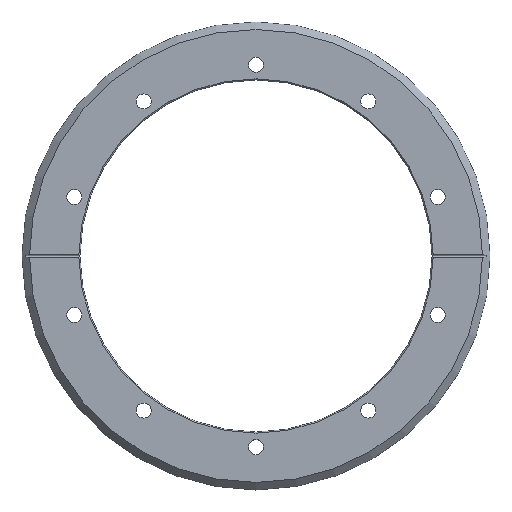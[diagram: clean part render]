
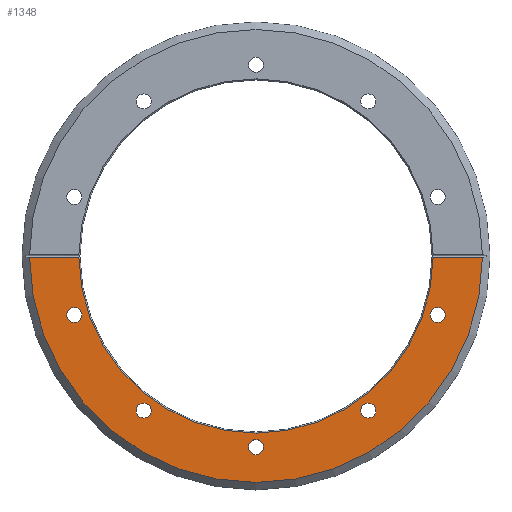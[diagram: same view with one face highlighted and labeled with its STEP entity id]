
A CAD part, top view. The second image highlights one B-rep face of the part: STEP entity #1348.
In plain terms, the highlighted planar face has unit normal (0, 0, 1).
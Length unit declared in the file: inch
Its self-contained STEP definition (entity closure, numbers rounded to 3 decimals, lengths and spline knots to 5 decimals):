
#1 = EDGE_CURVE ( 'NONE', #636, #1097, #756, .T. ) ;
#2 = CARTESIAN_POINT ( 'NONE',  ( -3.05081, -4.50016, 0. ) ) ;
#5 = CIRCLE ( 'NONE', #1131, 0.21875 ) ;
#8 = CARTESIAN_POINT ( 'NONE',  ( 5.29025, -1.71891, 0. ) ) ;
#26 = DIRECTION ( 'NONE',  ( 1., 0., 0. ) ) ;
#48 = DIRECTION ( 'NONE',  ( 1., 0., 0. ) ) ;
#60 = ORIENTED_EDGE ( 'NONE', *, *, #173, .T. ) ;
#65 = CARTESIAN_POINT ( 'NONE',  ( 5.15616, -0.03125, 0. ) ) ;
#95 = VERTEX_POINT ( 'NONE', #404 ) ;
#134 = FACE_BOUND ( 'NONE', #580, .T. ) ;
#150 = AXIS2_PLACEMENT_3D ( 'NONE', #1021, #806, #1548 ) ;
#173 = EDGE_CURVE ( 'NONE', #1410, #946, #5, .T. ) ;
#195 = EDGE_LOOP ( 'NONE', ( #743, #1445 ) ) ;
#197 = CIRCLE ( 'NONE', #1156, 5.15625 ) ;
#201 = VECTOR ( 'NONE', #1532, 39.37008 ) ;
#205 = DIRECTION ( 'NONE',  ( 0., 0., -1. ) ) ;
#211 = CARTESIAN_POINT ( 'NONE',  ( -5.0715, -1.71891, 0. ) ) ;
#215 = DIRECTION ( 'NONE',  ( 1., 0., 0. ) ) ;
#220 = AXIS2_PLACEMENT_3D ( 'NONE', #386, #920, #336 ) ;
#228 = VERTEX_POINT ( 'NONE', #626 ) ;
#230 = CARTESIAN_POINT ( 'NONE',  ( 0., 5.125, 0. ) ) ;
#233 = CIRCLE ( 'NONE', #1582, 0.21875 ) ;
#240 = VERTEX_POINT ( 'NONE', #986 ) ;
#265 = PLANE ( 'NONE',  #1029 ) ;
#272 = ORIENTED_EDGE ( 'NONE', *, *, #1146, .T. ) ;
#279 = AXIS2_PLACEMENT_3D ( 'NONE', #1370, #1009, #599 ) ;
#285 = DIRECTION ( 'NONE',  ( 1., 0., 0. ) ) ;
#290 = CARTESIAN_POINT ( 'NONE',  ( 5.509, -1.71891, 0. ) ) ;
#298 = EDGE_CURVE ( 'NONE', #676, #95, #1407, .T. ) ;
#302 = EDGE_CURVE ( 'NONE', #676, #959, #197, .T. ) ;
#303 = ORIENTED_EDGE ( 'NONE', *, *, #361, .T. ) ;
#304 = AXIS2_PLACEMENT_3D ( 'NONE', #788, #1033, #673 ) ;
#321 = CARTESIAN_POINT ( 'NONE',  ( 0., 0., 0. ) ) ;
#325 = DIRECTION ( 'NONE',  ( 0., 0., 1. ) ) ;
#336 = DIRECTION ( 'NONE',  ( 1., 0., 0. ) ) ;
#347 = ORIENTED_EDGE ( 'NONE', *, *, #298, .F. ) ;
#361 = EDGE_CURVE ( 'NONE', #663, #928, #1053, .T. ) ;
#386 = CARTESIAN_POINT ( 'NONE',  ( 0., -5.5625, 0. ) ) ;
#387 = DIRECTION ( 'NONE',  ( 0., 0., -1. ) ) ;
#401 = DIRECTION ( 'NONE',  ( 0., 0., -1. ) ) ;
#404 = CARTESIAN_POINT ( 'NONE',  ( 6.59243, -0.03125, 0. ) ) ;
#439 = CARTESIAN_POINT ( 'NONE',  ( -6.59243, -0.03125, 0. ) ) ;
#444 = CARTESIAN_POINT ( 'NONE',  ( -6.8125, -0.03125, 0. ) ) ;
#453 = ORIENTED_EDGE ( 'NONE', *, *, #996, .T. ) ;
#486 = EDGE_CURVE ( 'NONE', #228, #1479, #233, .T. ) ;
#504 = EDGE_LOOP ( 'NONE', ( #272, #347, #1513, #998 ) ) ;
#577 = CARTESIAN_POINT ( 'NONE',  ( 3.26956, -4.50016, 0. ) ) ;
#580 = EDGE_LOOP ( 'NONE', ( #60, #1190 ) ) ;
#588 = DIRECTION ( 'NONE',  ( 1., 0., 0. ) ) ;
#591 = CARTESIAN_POINT ( 'NONE',  ( -3.26956, -4.50016, 0. ) ) ;
#596 = CARTESIAN_POINT ( 'NONE',  ( -0.21875, -5.5625, 0. ) ) ;
#599 = DIRECTION ( 'NONE',  ( 1., 0., 0. ) ) ;
#626 = CARTESIAN_POINT ( 'NONE',  ( -5.509, -1.71891, 0. ) ) ;
#635 = EDGE_LOOP ( 'NONE', ( #779, #653 ) ) ;
#636 = VERTEX_POINT ( 'NONE', #753 ) ;
#653 = ORIENTED_EDGE ( 'NONE', *, *, #486, .T. ) ;
#657 = FACE_BOUND ( 'NONE', #800, .T. ) ;
#663 = VERTEX_POINT ( 'NONE', #1636 ) ;
#669 = EDGE_CURVE ( 'NONE', #928, #663, #1269, .T. ) ;
#673 = DIRECTION ( 'NONE',  ( 1., 0., 0. ) ) ;
#676 = VERTEX_POINT ( 'NONE', #65 ) ;
#730 = CIRCLE ( 'NONE', #1683, 0.21875 ) ;
#739 = CARTESIAN_POINT ( 'NONE',  ( -5.29025, -1.71891, 0. ) ) ;
#743 = ORIENTED_EDGE ( 'NONE', *, *, #1570, .T. ) ;
#753 = CARTESIAN_POINT ( 'NONE',  ( 0.21875, -5.5625, 0. ) ) ;
#756 = CIRCLE ( 'NONE', #220, 0.21875 ) ;
#779 = ORIENTED_EDGE ( 'NONE', *, *, #1223, .T. ) ;
#788 = CARTESIAN_POINT ( 'NONE',  ( -3.26956, -4.50016, 0. ) ) ;
#795 = EDGE_CURVE ( 'NONE', #946, #1410, #843, .T. ) ;
#800 = EDGE_LOOP ( 'NONE', ( #804, #303 ) ) ;
#804 = ORIENTED_EDGE ( 'NONE', *, *, #669, .T. ) ;
#806 = DIRECTION ( 'NONE',  ( 0., 0., -1. ) ) ;
#827 = CARTESIAN_POINT ( 'NONE',  ( 5.0715, -1.71891, 0. ) ) ;
#843 = CIRCLE ( 'NONE', #279, 0.21875 ) ;
#848 = CIRCLE ( 'NONE', #1467, 0.21875 ) ;
#849 = CARTESIAN_POINT ( 'NONE',  ( 3.05081, -4.50016, 0. ) ) ;
#874 = CARTESIAN_POINT ( 'NONE',  ( -6.8125, -0.03125, 0. ) ) ;
#898 = FACE_BOUND ( 'NONE', #967, .T. ) ;
#920 = DIRECTION ( 'NONE',  ( 0., 0., -1. ) ) ;
#928 = VERTEX_POINT ( 'NONE', #2 ) ;
#946 = VERTEX_POINT ( 'NONE', #827 ) ;
#948 = DIRECTION ( 'NONE',  ( 0., 0., -1. ) ) ;
#959 = VERTEX_POINT ( 'NONE', #1099 ) ;
#967 = EDGE_LOOP ( 'NONE', ( #1150, #453 ) ) ;
#983 = LINE ( 'NONE', #874, #201 ) ;
#986 = CARTESIAN_POINT ( 'NONE',  ( 3.48831, -4.50016, 0. ) ) ;
#996 = EDGE_CURVE ( 'NONE', #1097, #636, #730, .T. ) ;
#998 = ORIENTED_EDGE ( 'NONE', *, *, #1100, .F. ) ;
#1009 = DIRECTION ( 'NONE',  ( 0., 0., -1. ) ) ;
#1021 = CARTESIAN_POINT ( 'NONE',  ( 3.26956, -4.50016, 0. ) ) ;
#1029 = AXIS2_PLACEMENT_3D ( 'NONE', #230, #1195, #1325 ) ;
#1033 = DIRECTION ( 'NONE',  ( 0., 0., -1. ) ) ;
#1037 = DIRECTION ( 'NONE',  ( 1., 0., 0. ) ) ;
#1047 = FACE_BOUND ( 'NONE', #635, .T. ) ;
#1053 = CIRCLE ( 'NONE', #304, 0.21875 ) ;
#1066 = DIRECTION ( 'NONE',  ( 0., 0., -1. ) ) ;
#1081 = AXIS2_PLACEMENT_3D ( 'NONE', #591, #1277, #215 ) ;
#1084 = AXIS2_PLACEMENT_3D ( 'NONE', #1662, #325, #588 ) ;
#1096 = DIRECTION ( 'NONE',  ( 1., 0., 0. ) ) ;
#1097 = VERTEX_POINT ( 'NONE', #596 ) ;
#1099 = CARTESIAN_POINT ( 'NONE',  ( -5.15616, -0.03125, 0. ) ) ;
#1100 = EDGE_CURVE ( 'NONE', #1418, #959, #983, .T. ) ;
#1131 = AXIS2_PLACEMENT_3D ( 'NONE', #8, #1066, #26 ) ;
#1146 = EDGE_CURVE ( 'NONE', #1418, #95, #1437, .T. ) ;
#1150 = ORIENTED_EDGE ( 'NONE', *, *, #1, .T. ) ;
#1156 = AXIS2_PLACEMENT_3D ( 'NONE', #321, #1417, #1631 ) ;
#1190 = ORIENTED_EDGE ( 'NONE', *, *, #795, .T. ) ;
#1195 = DIRECTION ( 'NONE',  ( 0., 0., -1. ) ) ;
#1215 = CIRCLE ( 'NONE', #150, 0.21875 ) ;
#1223 = EDGE_CURVE ( 'NONE', #1479, #228, #1546, .T. ) ;
#1237 = EDGE_CURVE ( 'NONE', #1365, #240, #1215, .T. ) ;
#1259 = DIRECTION ( 'NONE',  ( 1., 0., 0. ) ) ;
#1269 = CIRCLE ( 'NONE', #1081, 0.21875 ) ;
#1277 = DIRECTION ( 'NONE',  ( 0., 0., -1. ) ) ;
#1283 = FACE_OUTER_BOUND ( 'NONE', #504, .T. ) ;
#1323 = VECTOR ( 'NONE', #1096, 39.37008 ) ;
#1325 = DIRECTION ( 'NONE',  ( -1., 0., 0. ) ) ;
#1348 = ADVANCED_FACE ( 'NONE', ( #1047, #1562, #898, #134, #657, #1283 ), #265, .F. ) ;
#1365 = VERTEX_POINT ( 'NONE', #849 ) ;
#1370 = CARTESIAN_POINT ( 'NONE',  ( 5.29025, -1.71891, 0. ) ) ;
#1407 = LINE ( 'NONE', #444, #1323 ) ;
#1410 = VERTEX_POINT ( 'NONE', #290 ) ;
#1417 = DIRECTION ( 'NONE',  ( 0., 0., -1. ) ) ;
#1418 = VERTEX_POINT ( 'NONE', #439 ) ;
#1437 = CIRCLE ( 'NONE', #1084, 6.5925 ) ;
#1445 = ORIENTED_EDGE ( 'NONE', *, *, #1237, .T. ) ;
#1467 = AXIS2_PLACEMENT_3D ( 'NONE', #577, #205, #1259 ) ;
#1479 = VERTEX_POINT ( 'NONE', #211 ) ;
#1513 = ORIENTED_EDGE ( 'NONE', *, *, #302, .T. ) ;
#1532 = DIRECTION ( 'NONE',  ( 1., 0., 0. ) ) ;
#1546 = CIRCLE ( 'NONE', #1572, 0.21875 ) ;
#1548 = DIRECTION ( 'NONE',  ( 1., 0., 0. ) ) ;
#1562 = FACE_BOUND ( 'NONE', #195, .T. ) ;
#1570 = EDGE_CURVE ( 'NONE', #240, #1365, #848, .T. ) ;
#1572 = AXIS2_PLACEMENT_3D ( 'NONE', #739, #387, #1037 ) ;
#1578 = CARTESIAN_POINT ( 'NONE',  ( -5.29025, -1.71891, 0. ) ) ;
#1582 = AXIS2_PLACEMENT_3D ( 'NONE', #1578, #401, #48 ) ;
#1616 = CARTESIAN_POINT ( 'NONE',  ( 0., -5.5625, 0. ) ) ;
#1631 = DIRECTION ( 'NONE',  ( -1., 0., 0. ) ) ;
#1636 = CARTESIAN_POINT ( 'NONE',  ( -3.48831, -4.50016, 0. ) ) ;
#1662 = CARTESIAN_POINT ( 'NONE',  ( 0., 0., 0. ) ) ;
#1683 = AXIS2_PLACEMENT_3D ( 'NONE', #1616, #948, #285 ) ;
